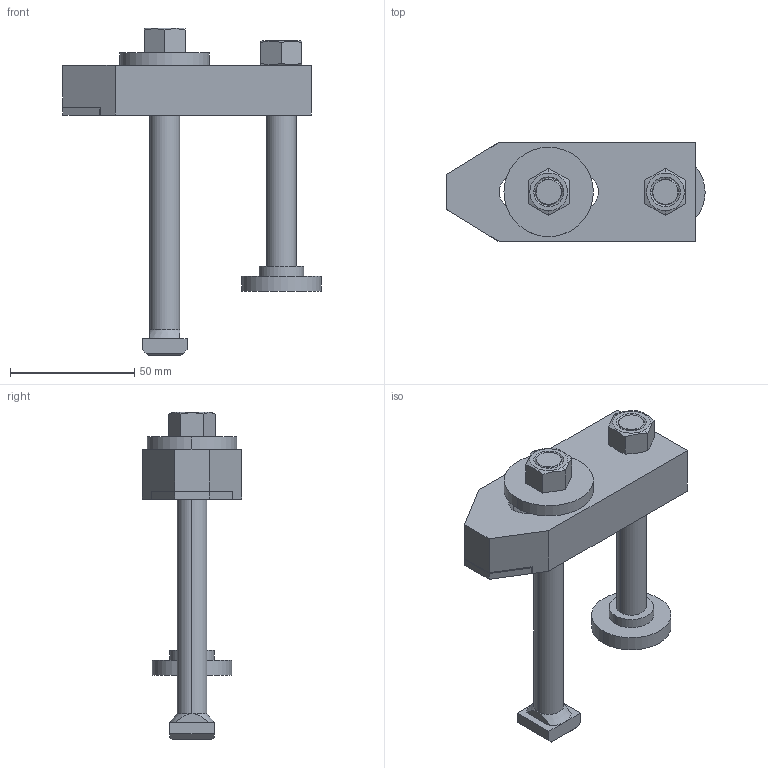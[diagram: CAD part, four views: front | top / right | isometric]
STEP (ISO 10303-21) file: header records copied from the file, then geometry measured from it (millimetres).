
FILE_DESCRIPTION(('STEP AP214'),'1');
FILE_NAME(' ',' ',('TraceParts'),('TraceParts S.A.'),'XStep 1.0',' ',' ');
FILE_SCHEMA(('automotive_design'));
Length unit declared in the file: millimetre
Products named in the file (6): 1; 2; 3; 4; 5; 6
Bounding box: 104 x 40 x 132 mm (x, y, z)
Volume: 102584.7 mm3; surface area: 30490.8 mm2
Topology: 6 solids, 6 shells, 110 faces, 260 edges, 164 vertices
Faces by surface type: plane 66, cone 24, cylinder 20
Entity records: 6263 total; most frequent: CARTESIAN_POINT 584, STYLED_ITEM 540, PRESENTATION_STYLE_ASSIGNMENT 540, COLOUR_RGB 540, DIRECTION 536, ORIENTED_EDGE 520, EDGE_CURVE 260, CURVE_STYLE 260
